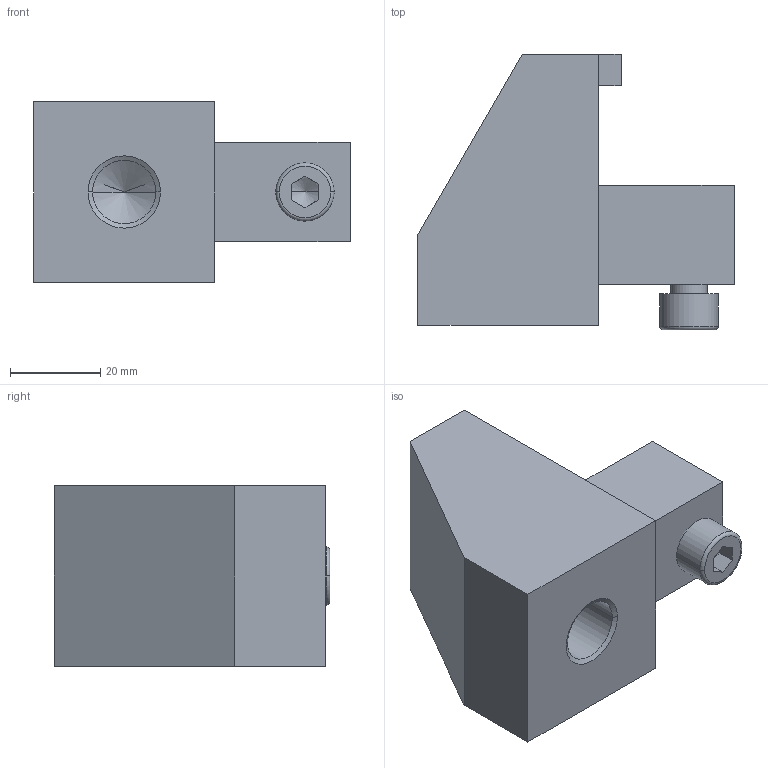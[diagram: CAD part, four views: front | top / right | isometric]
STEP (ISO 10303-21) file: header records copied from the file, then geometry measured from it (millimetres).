
FILE_DESCRIPTION(('Creo Elements/Direct Modeling STEP Export'),'2;1');
FILE_NAME('44.0248.12_Gewindeendstück-MMS-44_M16.stp','2022-03-21T 9:00:02',(''),(''),'PTC Creo Elements/Direct Modeling STEP processor for AP214 (Solid Model)','PTC Creo Elements/Direct Modeling 19.0C 15-Aug-2015 (C) Parametric Technology GmbH','');
FILE_SCHEMA(('AUTOMOTIVE_DESIGN { 1 0 10303 214 1 1 1 1 }'));
Length unit declared in the file: millimetre
Products named in the file (3): Gewindeendstück-MMS-44_M16_96.4032_PX173792; Spannschraube-MMS-4455_Verbinder_96.4005_PX171732; Gewindeendstück-MMS-44_M16_44.0248.12_PX173793
Assembly tree (2 placements, depth 2):
  Gewindeendstück-MMS-44_M16_44.0248.12_PX173793
    Spannschraube-MMS-4455_Verbinder_96.4005_PX171732
    Gewindeendstück-MMS-44_M16_96.4032_PX173792
Bounding box: 70 x 61 x 40 mm (x, y, z)
Volume: 86192.3 mm3; surface area: 17116.1 mm2
Topology: 2 solids, 2 shells, 49 faces, 120 edges, 75 vertices
Faces by surface type: plane 25, cylinder 12, cone 10, torus 2
Entity records: 1416 total; most frequent: CARTESIAN_POINT 234, ORIENTED_EDGE 232, DIRECTION 204, EDGE_CURVE 116, VERTEX_POINT 75, VECTOR 72, LINE 72, AXIS2_PLACEMENT_3D 66
